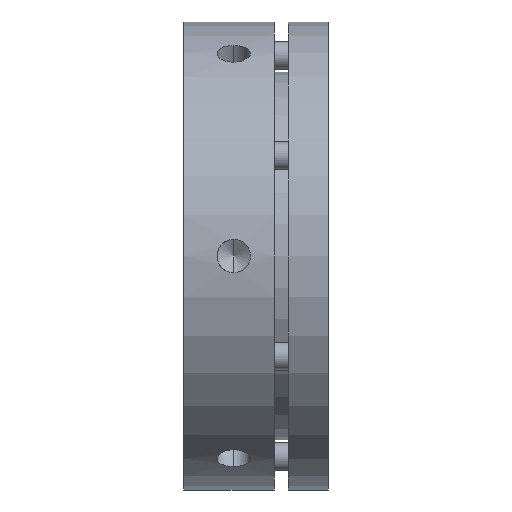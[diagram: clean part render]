
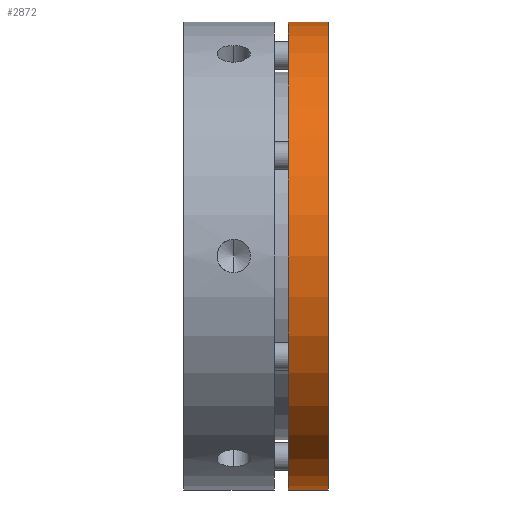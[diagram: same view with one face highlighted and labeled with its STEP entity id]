
A CAD part, front view. The second image highlights one B-rep face of the part: STEP entity #2872.
In plain terms, the highlighted cylindrical face has radius 42 mm (diameter 84 mm), a partial arc.
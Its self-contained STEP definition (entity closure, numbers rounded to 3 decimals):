
#578 = EDGE_LOOP ( 'NONE', ( #1441, #1444, #1247, #1442 ) ) ;
#1110 = EDGE_CURVE ( 'NONE', #1880, #1887, #2009, .T. ) ;
#1170 = AXIS2_PLACEMENT_3D ( 'NONE', #3522, #3523, #3524 ) ;
#1247 = ORIENTED_EDGE ( 'NONE', *, *, #1110, .T. ) ;
#1441 = ORIENTED_EDGE ( 'NONE', *, *, #2743, .F. ) ;
#1442 = ORIENTED_EDGE ( 'NONE', *, *, #2954, .T. ) ;
#1444 = ORIENTED_EDGE ( 'NONE', *, *, #2166, .T. ) ;
#1569 = AXIS2_PLACEMENT_3D ( 'NONE', #4229, #4230, #4231 ) ;
#1867 = AXIS2_PLACEMENT_3D ( 'NONE', #3968, #3966, #3964 ) ;
#1880 = VERTEX_POINT ( 'NONE', #3448 ) ;
#1883 = VERTEX_POINT ( 'NONE', #3451 ) ;
#1886 = VERTEX_POINT ( 'NONE', #3454 ) ;
#1887 = VERTEX_POINT ( 'NONE', #3455 ) ;
#2009 = LINE ( 'NONE', #3175, #2012 ) ;
#2012 = VECTOR ( 'NONE', #3176, 1000. ) ;
#2140 = CIRCLE ( 'NONE', #1170, 42. ) ;
#2166 = EDGE_CURVE ( 'NONE', #1883, #1880, #2140, .T. ) ;
#2188 = LINE ( 'NONE', #3588, #2189 ) ;
#2189 = VECTOR ( 'NONE', #3593, 1000. ) ;
#2389 = FACE_OUTER_BOUND ( 'NONE', #578, .T. ) ;
#2398 = CYLINDRICAL_SURFACE ( 'NONE', #1867, 42. ) ;
#2552 = CIRCLE ( 'NONE', #1569, 42. ) ;
#2743 = EDGE_CURVE ( 'NONE', #1883, #1886, #2188, .T. ) ;
#2872 = ADVANCED_FACE ( 'NONE', ( #2389 ), #2398, .T. ) ;
#2954 = EDGE_CURVE ( 'NONE', #1887, #1886, #2552, .T. ) ;
#3175 = CARTESIAN_POINT ( 'NONE',  ( 13., 0., -42. ) ) ;
#3176 = DIRECTION ( 'NONE',  ( 1., 0., 0. ) ) ;
#3448 = CARTESIAN_POINT ( 'NONE',  ( 18.8, 0., -42. ) ) ;
#3451 = CARTESIAN_POINT ( 'NONE',  ( 18.8, 0., 42. ) ) ;
#3454 = CARTESIAN_POINT ( 'NONE',  ( 26., 0., 42. ) ) ;
#3455 = CARTESIAN_POINT ( 'NONE',  ( 26., 0., -42. ) ) ;
#3522 = CARTESIAN_POINT ( 'NONE',  ( 18.8, 0., 0. ) ) ;
#3523 = DIRECTION ( 'NONE',  ( 1., 0., 0. ) ) ;
#3524 = DIRECTION ( 'NONE',  ( 0., 0., -1. ) ) ;
#3588 = CARTESIAN_POINT ( 'NONE',  ( 13., 0., 42. ) ) ;
#3593 = DIRECTION ( 'NONE',  ( 1., 0., 0. ) ) ;
#3964 = DIRECTION ( 'NONE',  ( 0., 0., -1. ) ) ;
#3966 = DIRECTION ( 'NONE',  ( 1., 0., 0. ) ) ;
#3968 = CARTESIAN_POINT ( 'NONE',  ( 13., 0., 0. ) ) ;
#4229 = CARTESIAN_POINT ( 'NONE',  ( 26., 0., 0. ) ) ;
#4230 = DIRECTION ( 'NONE',  ( -1., 0., 0. ) ) ;
#4231 = DIRECTION ( 'NONE',  ( 0., 0., -1. ) ) ;
